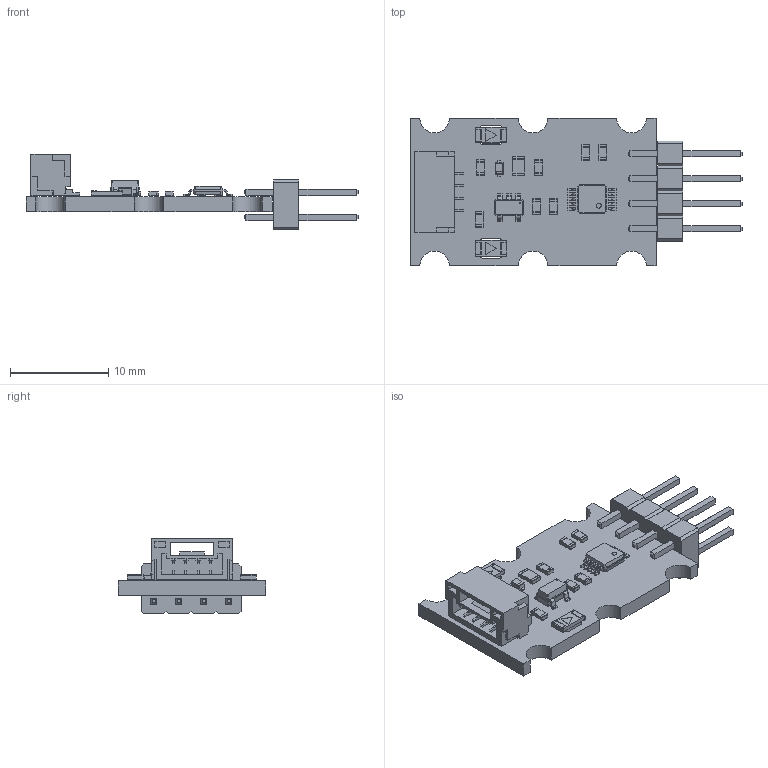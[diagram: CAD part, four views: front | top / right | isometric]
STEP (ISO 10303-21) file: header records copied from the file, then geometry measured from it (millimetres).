
FILE_DESCRIPTION(('KiCad electronic assembly'),'2;1');
FILE_NAME('TFI2CADC01.step','2025-10-11T18:38:24',('Pcbnew'),('Kicad'), 'Open CASCADE STEP processor 7.6','KiCad to STEP converter','Unknown' );
FILE_SCHEMA(('AUTOMOTIVE_DESIGN { 1 0 10303 214 1 1 1 1 }'));
Length unit declared in the file: millimetre
Products named in the file (10): TFI2CADC01 1; SOT-23-5; R_0603_1608Metric; R_0805_2012Metric; D_SOD-523; LED_1206_3216Metric; JST_GH_SM04B-GHS-TB_1x04-1MP_P1.25mm_Horizontal; PinHeader_2x04_P2.54mm_Vertical; TSSOP-10_3x3mm_P0.5mm; kibot_k1lrsrsa_PCB
Assembly tree (16 placements, depth 2):
  TFI2CADC01 1
    SOT-23-5
    R_0603_1608Metric  x7
    R_0805_2012Metric
    D_SOD-523
    LED_1206_3216Metric  x2
    JST_GH_SM04B-GHS-TB_1x04-1MP_P1.25mm_Horizontal
    PinHeader_2x04_P2.54mm_Vertical
    TSSOP-10_3x3mm_P0.5mm
    kibot_k1lrsrsa_PCB
Bounding box: 33.72 x 15 x 7.7 mm (x, y, z)
Volume: 792.1 mm3; surface area: 1648.7 mm2
Topology: 16 solids, 16 shells, 1023 faces, 2680 edges, 1718 vertices
Faces by surface type: plane 827, cylinder 154, bspline 42
Entity records: 24732 total; most frequent: CARTESIAN_POINT 4547, ORIENTED_EDGE 4278, DIRECTION 3861, EDGE_CURVE 2139, LINE 1881, VECTOR 1881, VERTEX_POINT 1368, AXIS2_PLACEMENT_3D 990
